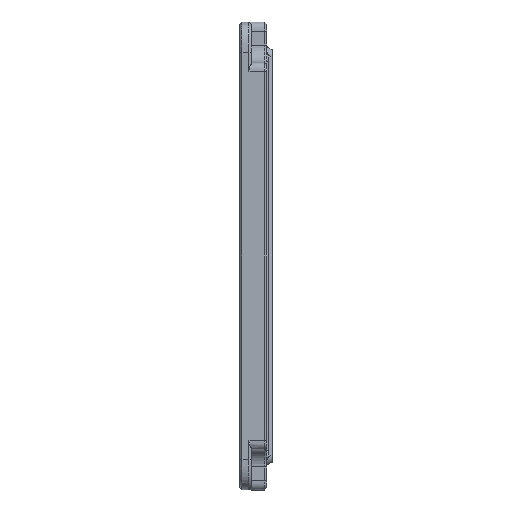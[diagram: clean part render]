
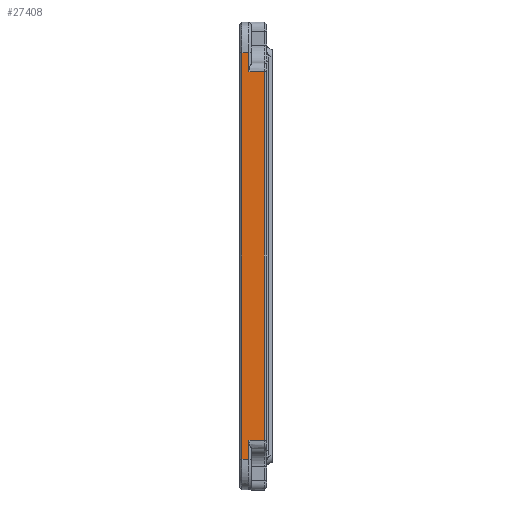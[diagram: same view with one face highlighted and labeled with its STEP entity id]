
A CAD part, left-side view. The second image highlights one B-rep face of the part: STEP entity #27408.
In plain terms, the highlighted planar face has unit normal (-1, 0, 0).
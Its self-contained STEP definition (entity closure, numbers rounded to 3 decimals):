
#71 = DIRECTION ( 'NONE',  ( 1., 0., 0. ) ) ;
#510 = B_SPLINE_CURVE_WITH_KNOTS ( 'NONE', 3,
 ( #1985, #2167, #27651, #10486 ),
 .UNSPECIFIED., .F., .F.,
 ( 4, 4 ),
 ( 0.086, 0.343 ),
 .UNSPECIFIED. ) ;
#543 = DIRECTION ( 'NONE',  ( 0., 0., 1. ) ) ;
#727 = ORIENTED_EDGE ( 'NONE', *, *, #1319, .T. ) ;
#781 = CARTESIAN_POINT ( 'NONE',  ( -91., 7.9, 53. ) ) ;
#1008 = DIRECTION ( 'NONE',  ( 0., 0., -1. ) ) ;
#1319 = EDGE_CURVE ( 'NONE', #2095, #31345, #8584, .T. ) ;
#1365 = VERTEX_POINT ( 'NONE', #13493 ) ;
#1985 = CARTESIAN_POINT ( 'NONE',  ( -91., 7.9, -53. ) ) ;
#2095 = VERTEX_POINT ( 'NONE', #30817 ) ;
#2167 = CARTESIAN_POINT ( 'NONE',  ( -91., 7.3, -53. ) ) ;
#2383 = CARTESIAN_POINT ( 'NONE',  ( -91., 5.5, -48. ) ) ;
#2909 = ORIENTED_EDGE ( 'NONE', *, *, #32653, .T. ) ;
#3696 = CARTESIAN_POINT ( 'NONE',  ( -91., 6.1, 53. ) ) ;
#3780 = EDGE_CURVE ( 'NONE', #19639, #1365, #28718, .T. ) ;
#4129 = EDGE_CURVE ( 'NONE', #22502, #19952, #5539, .T. ) ;
#4585 = CARTESIAN_POINT ( 'NONE',  ( -91., 7.3, 53. ) ) ;
#5539 = LINE ( 'NONE', #19949, #30669 ) ;
#5608 = CARTESIAN_POINT ( 'NONE',  ( -91., 2.1, -48. ) ) ;
#5786 = FACE_OUTER_BOUND ( 'NONE', #17936, .T. ) ;
#6771 = EDGE_CURVE ( 'NONE', #32739, #30667, #30580, .T. ) ;
#7619 = B_SPLINE_CURVE_WITH_KNOTS ( 'NONE', 3,
 ( #28817, #11659, #17406, #22734 ),
 .UNSPECIFIED., .F., .F.,
 ( 4, 4 ),
 ( 0.15, 1. ),
 .UNSPECIFIED. ) ;
#7914 = CARTESIAN_POINT ( 'NONE',  ( -91., 5.7, 48. ) ) ;
#8279 = CARTESIAN_POINT ( 'NONE',  ( -91., 5.5, 48. ) ) ;
#8458 = CARTESIAN_POINT ( 'NONE',  ( -91., 6.1, 48. ) ) ;
#8584 = B_SPLINE_CURVE_WITH_KNOTS ( 'NONE', 3,
 ( #8279, #7914, #14214, #8458 ),
 .UNSPECIFIED., .F., .F.,
 ( 4, 4 ),
 ( 0., 1. ),
 .UNSPECIFIED. ) ;
#8749 = CARTESIAN_POINT ( 'NONE',  ( -91., 8.5, 61. ) ) ;
#8898 = B_SPLINE_CURVE_WITH_KNOTS ( 'NONE', 3,
 ( #36371, #27745, #22383, #19086 ),
 .UNSPECIFIED., .F., .F.,
 ( 4, 4 ),
 ( 0., 1. ),
 .UNSPECIFIED. ) ;
#10486 = CARTESIAN_POINT ( 'NONE',  ( -91., 6.1, -53. ) ) ;
#10691 = B_SPLINE_CURVE_WITH_KNOTS ( 'NONE', 3,
 ( #2383, #13339, #33219, #15934 ),
 .UNSPECIFIED., .F., .F.,
 ( 4, 4 ),
 ( 0., 0.85 ),
 .UNSPECIFIED. ) ;
#11426 = EDGE_CURVE ( 'NONE', #19952, #11935, #8898, .T. ) ;
#11659 = CARTESIAN_POINT ( 'NONE',  ( -91., 3.233, 48. ) ) ;
#11935 = VERTEX_POINT ( 'NONE', #19119 ) ;
#12526 = ORIENTED_EDGE ( 'NONE', *, *, #4129, .T. ) ;
#13339 = CARTESIAN_POINT ( 'NONE',  ( -91., 4.367, -48. ) ) ;
#13493 = CARTESIAN_POINT ( 'NONE',  ( -91., 7.9, -53. ) ) ;
#13674 = CARTESIAN_POINT ( 'NONE',  ( -91., 6.7, 53. ) ) ;
#14214 = CARTESIAN_POINT ( 'NONE',  ( -91., 5.9, 48. ) ) ;
#14224 = VERTEX_POINT ( 'NONE', #3696 ) ;
#15057 = CARTESIAN_POINT ( 'NONE',  ( -91., 2.1, 48. ) ) ;
#15934 = CARTESIAN_POINT ( 'NONE',  ( -91., 2.1, -48. ) ) ;
#16114 = EDGE_CURVE ( 'NONE', #14224, #19639, #29447, .T. ) ;
#16929 = DIRECTION ( 'NONE',  ( 0., 0., -1. ) ) ;
#16993 = ORIENTED_EDGE ( 'NONE', *, *, #11426, .T. ) ;
#17396 = ORIENTED_EDGE ( 'NONE', *, *, #34799, .T. ) ;
#17406 = CARTESIAN_POINT ( 'NONE',  ( -91., 4.367, 48. ) ) ;
#17936 = EDGE_LOOP ( 'NONE', ( #727, #2909, #32936, #24146, #36078, #12526, #16993, #27252, #35464, #17396 ) ) ;
#19086 = CARTESIAN_POINT ( 'NONE',  ( -91., 5.5, -48. ) ) ;
#19119 = CARTESIAN_POINT ( 'NONE',  ( -91., 5.5, -48. ) ) ;
#19639 = VERTEX_POINT ( 'NONE', #781 ) ;
#19814 = CARTESIAN_POINT ( 'NONE',  ( -91., 6.1, -48. ) ) ;
#19949 = CARTESIAN_POINT ( 'NONE',  ( -91., 6.1, 61. ) ) ;
#19952 = VERTEX_POINT ( 'NONE', #19814 ) ;
#20620 = VECTOR ( 'NONE', #22828, 1000. ) ;
#20867 = AXIS2_PLACEMENT_3D ( 'NONE', #8749, #71, #16929 ) ;
#22383 = CARTESIAN_POINT ( 'NONE',  ( -91., 5.7, -48. ) ) ;
#22502 = VERTEX_POINT ( 'NONE', #31296 ) ;
#22734 = CARTESIAN_POINT ( 'NONE',  ( -91., 5.5, 48. ) ) ;
#22828 = DIRECTION ( 'NONE',  ( 0., 0., 1. ) ) ;
#23938 = DIRECTION ( 'NONE',  ( 0., 0., 1. ) ) ;
#24146 = ORIENTED_EDGE ( 'NONE', *, *, #3780, .T. ) ;
#24774 = EDGE_CURVE ( 'NONE', #11935, #32739, #10691, .T. ) ;
#25952 = VECTOR ( 'NONE', #23938, 1000. ) ;
#26693 = CARTESIAN_POINT ( 'NONE',  ( -91., 6.1, 61. ) ) ;
#27121 = CARTESIAN_POINT ( 'NONE',  ( -91., 6.1, 53. ) ) ;
#27252 = ORIENTED_EDGE ( 'NONE', *, *, #24774, .T. ) ;
#27408 = ADVANCED_FACE ( 'NONE', ( #5786 ), #34372, .F. ) ;
#27651 = CARTESIAN_POINT ( 'NONE',  ( -91., 6.7, -53. ) ) ;
#27745 = CARTESIAN_POINT ( 'NONE',  ( -91., 5.9, -48. ) ) ;
#28718 = LINE ( 'NONE', #28897, #33016 ) ;
#28817 = CARTESIAN_POINT ( 'NONE',  ( -91., 2.1, 48. ) ) ;
#28897 = CARTESIAN_POINT ( 'NONE',  ( -91., 7.9, 61. ) ) ;
#29447 = B_SPLINE_CURVE_WITH_KNOTS ( 'NONE', 3,
 ( #27121, #13674, #4585, #35931 ),
 .UNSPECIFIED., .F., .F.,
 ( 4, 4 ),
 ( 0.657, 0.914 ),
 .UNSPECIFIED. ) ;
#30580 = LINE ( 'NONE', #33706, #20620 ) ;
#30667 = VERTEX_POINT ( 'NONE', #15057 ) ;
#30669 = VECTOR ( 'NONE', #543, 1000. ) ;
#30817 = CARTESIAN_POINT ( 'NONE',  ( -91., 5.5, 48. ) ) ;
#31296 = CARTESIAN_POINT ( 'NONE',  ( -91., 6.1, -53. ) ) ;
#31345 = VERTEX_POINT ( 'NONE', #36441 ) ;
#32653 = EDGE_CURVE ( 'NONE', #31345, #14224, #35157, .T. ) ;
#32739 = VERTEX_POINT ( 'NONE', #5608 ) ;
#32936 = ORIENTED_EDGE ( 'NONE', *, *, #16114, .T. ) ;
#33016 = VECTOR ( 'NONE', #1008, 1000. ) ;
#33219 = CARTESIAN_POINT ( 'NONE',  ( -91., 3.233, -48. ) ) ;
#33706 = CARTESIAN_POINT ( 'NONE',  ( -91., 2.1, 48. ) ) ;
#34372 = PLANE ( 'NONE',  #20867 ) ;
#34799 = EDGE_CURVE ( 'NONE', #30667, #2095, #7619, .T. ) ;
#35157 = LINE ( 'NONE', #26693, #25952 ) ;
#35464 = ORIENTED_EDGE ( 'NONE', *, *, #6771, .T. ) ;
#35931 = CARTESIAN_POINT ( 'NONE',  ( -91., 7.9, 53. ) ) ;
#36078 = ORIENTED_EDGE ( 'NONE', *, *, #36345, .T. ) ;
#36345 = EDGE_CURVE ( 'NONE', #1365, #22502, #510, .T. ) ;
#36371 = CARTESIAN_POINT ( 'NONE',  ( -91., 6.1, -48. ) ) ;
#36441 = CARTESIAN_POINT ( 'NONE',  ( -91., 6.1, 48. ) ) ;
